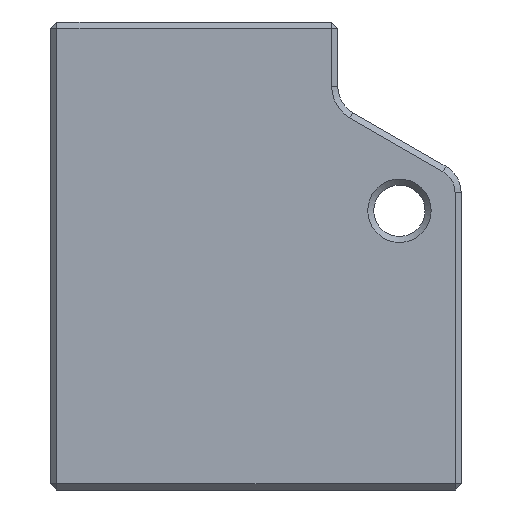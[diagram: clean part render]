
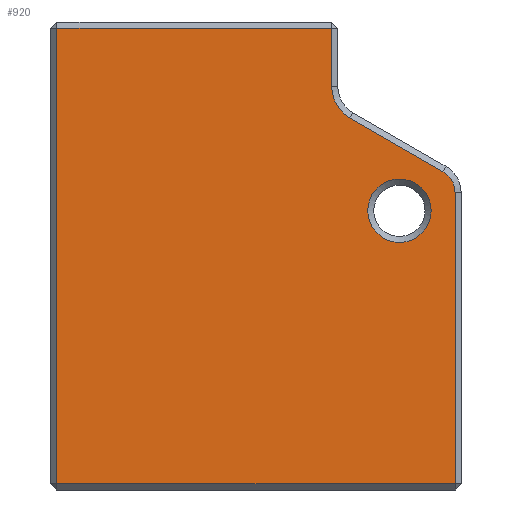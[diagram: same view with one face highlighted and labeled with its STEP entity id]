
A CAD part, left-side view. The second image highlights one B-rep face of the part: STEP entity #920.
In plain terms, the highlighted planar face has unit normal (-1, 0, 0).
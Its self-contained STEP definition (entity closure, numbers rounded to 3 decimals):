
#26=FACE_BOUND('',#140,.T.);
#30=PLANE('',#997);
#79=FACE_OUTER_BOUND('',#139,.T.);
#139=EDGE_LOOP('',(#647,#648,#649,#650,#651,#652,#653,#654));
#140=EDGE_LOOP('',(#655));
#203=LINE('',#1354,#306);
#204=LINE('',#1356,#307);
#205=LINE('',#1358,#308);
#206=LINE('',#1362,#309);
#207=LINE('',#1366,#310);
#208=LINE('',#1367,#311);
#306=VECTOR('',#1089,10.);
#307=VECTOR('',#1090,10.);
#308=VECTOR('',#1091,10.);
#309=VECTOR('',#1094,10.);
#310=VECTOR('',#1097,10.);
#311=VECTOR('',#1098,10.);
#407=CIRCLE('',#993,2.1);
#410=CIRCLE('',#998,1.6);
#411=CIRCLE('',#999,2.4);
#429=VERTEX_POINT('',#1342);
#432=VERTEX_POINT('',#1352);
#433=VERTEX_POINT('',#1353);
#434=VERTEX_POINT('',#1355);
#435=VERTEX_POINT('',#1357);
#436=VERTEX_POINT('',#1359);
#437=VERTEX_POINT('',#1361);
#438=VERTEX_POINT('',#1363);
#439=VERTEX_POINT('',#1365);
#505=EDGE_CURVE('',#429,#429,#407,.T.);
#510=EDGE_CURVE('',#432,#433,#203,.T.);
#511=EDGE_CURVE('',#434,#432,#204,.T.);
#512=EDGE_CURVE('',#435,#434,#205,.T.);
#513=EDGE_CURVE('',#436,#435,#410,.T.);
#514=EDGE_CURVE('',#437,#436,#206,.T.);
#515=EDGE_CURVE('',#438,#437,#411,.T.);
#516=EDGE_CURVE('',#439,#438,#207,.T.);
#517=EDGE_CURVE('',#433,#439,#208,.T.);
#647=ORIENTED_EDGE('',*,*,#510,.F.);
#648=ORIENTED_EDGE('',*,*,#511,.F.);
#649=ORIENTED_EDGE('',*,*,#512,.F.);
#650=ORIENTED_EDGE('',*,*,#513,.F.);
#651=ORIENTED_EDGE('',*,*,#514,.F.);
#652=ORIENTED_EDGE('',*,*,#515,.F.);
#653=ORIENTED_EDGE('',*,*,#516,.F.);
#654=ORIENTED_EDGE('',*,*,#517,.F.);
#655=ORIENTED_EDGE('',*,*,#505,.F.);
#920=ADVANCED_FACE('',(#79,#26),#30,.T.);
#993=AXIS2_PLACEMENT_3D('',#1343,#1077,#1078);
#997=AXIS2_PLACEMENT_3D('',#1351,#1087,#1088);
#998=AXIS2_PLACEMENT_3D('',#1360,#1092,#1093);
#999=AXIS2_PLACEMENT_3D('',#1364,#1095,#1096);
#1077=DIRECTION('center_axis',(-1.,0.,0.));
#1078=DIRECTION('ref_axis',(0.,0.,1.));
#1087=DIRECTION('center_axis',(-1.,0.,0.));
#1088=DIRECTION('ref_axis',(0.,-1.,0.));
#1089=DIRECTION('',(0.,0.,1.));
#1090=DIRECTION('',(0.,1.,0.));
#1091=DIRECTION('',(0.,0.,-1.));
#1092=DIRECTION('center_axis',(1.,0.,0.));
#1093=DIRECTION('ref_axis',(0.,-1.,0.));
#1094=DIRECTION('',(0.,-0.866,-0.5));
#1095=DIRECTION('center_axis',(-1.,0.,0.));
#1096=DIRECTION('ref_axis',(0.,1.,0.));
#1097=DIRECTION('',(0.,0.,-1.));
#1098=DIRECTION('',(0.,-1.,0.));
#1342=CARTESIAN_POINT('',(215.,-35.085,-14.601));
#1343=CARTESIAN_POINT('Origin',(215.,-35.085,-12.501));
#1351=CARTESIAN_POINT('Origin',(215.,-32.999,-31.001));
#1352=CARTESIAN_POINT('',(215.,-12.399,-30.601));
#1353=CARTESIAN_POINT('',(215.,-12.399,-0.401));
#1354=CARTESIAN_POINT('',(215.,-12.399,-31.001));
#1355=CARTESIAN_POINT('',(215.,-38.771,-30.601));
#1356=CARTESIAN_POINT('',(215.,-29.292,-30.601));
#1357=CARTESIAN_POINT('',(215.,-38.771,-11.296));
#1358=CARTESIAN_POINT('',(215.,-38.771,-31.001));
#1359=CARTESIAN_POINT('',(215.,-37.971,-9.911));
#1360=CARTESIAN_POINT('Origin',(215.,-37.171,-11.296));
#1361=CARTESIAN_POINT('',(215.,-31.799,-6.347));
#1362=CARTESIAN_POINT('',(215.,-37.587,-9.689));
#1363=CARTESIAN_POINT('',(215.,-30.599,-4.269));
#1364=CARTESIAN_POINT('Origin',(215.,-32.999,-4.269));
#1365=CARTESIAN_POINT('',(215.,-30.599,-0.401));
#1366=CARTESIAN_POINT('',(215.,-30.599,-23.986));
#1367=CARTESIAN_POINT('',(215.,-29.292,-0.401));
